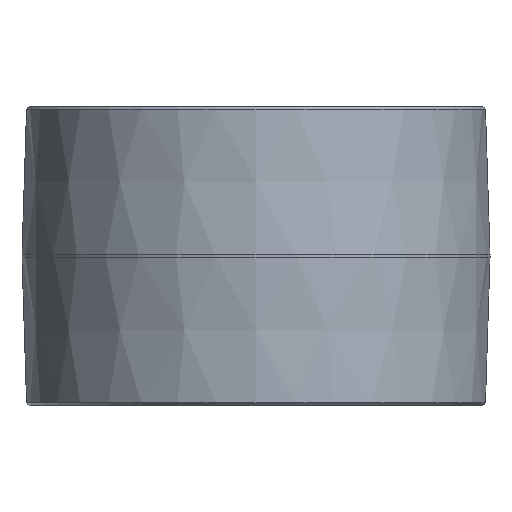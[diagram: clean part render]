
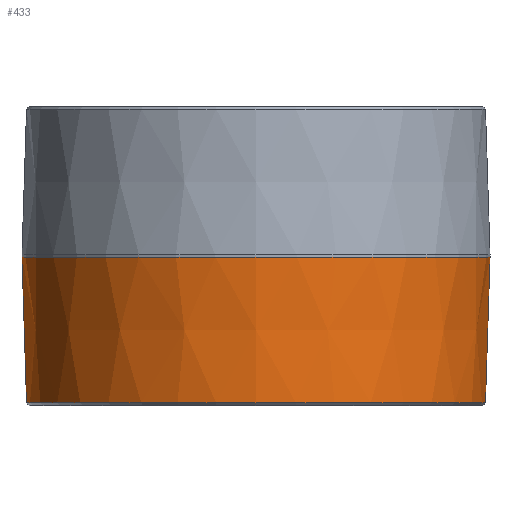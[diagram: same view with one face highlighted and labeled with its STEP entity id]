
A CAD part, front view. The second image highlights one B-rep face of the part: STEP entity #433.
In plain terms, the highlighted conical face has half-angle 1.78 degrees and reference radius 57.15 mm.
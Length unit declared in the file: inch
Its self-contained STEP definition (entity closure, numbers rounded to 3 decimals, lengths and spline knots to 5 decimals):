
#26 = EDGE_CURVE ( 'NONE', #440, #232, #456, .T. ) ;
#38 = AXIS2_PLACEMENT_3D ( 'NONE', #96, #229, #353 ) ;
#46 = CARTESIAN_POINT ( 'NONE',  ( 0., 0., 1.4275 ) ) ;
#70 = ORIENTED_EDGE ( 'NONE', *, *, #26, .F. ) ;
#81 = CARTESIAN_POINT ( 'NONE',  ( -2.25, 0., 1.4275 ) ) ;
#91 = DIRECTION ( 'NONE',  ( 0., 0., -1. ) ) ;
#96 = CARTESIAN_POINT ( 'NONE',  ( 0., 0., 1.4275 ) ) ;
#101 = LINE ( 'NONE', #273, #185 ) ;
#108 = VERTEX_POINT ( 'NONE', #286 ) ;
#169 = VECTOR ( 'NONE', #242, 39.37008 ) ;
#185 = VECTOR ( 'NONE', #269, 39.37008 ) ;
#191 = ORIENTED_EDGE ( 'NONE', *, *, #475, .T. ) ;
#193 = ORIENTED_EDGE ( 'NONE', *, *, #332, .T. ) ;
#206 = AXIS2_PLACEMENT_3D ( 'NONE', #465, #516, #383 ) ;
#210 = EDGE_CURVE ( 'NONE', #440, #528, #271, .T. ) ;
#229 = DIRECTION ( 'NONE',  ( 0., 0., 1. ) ) ;
#232 = VERTEX_POINT ( 'NONE', #380 ) ;
#242 = DIRECTION ( 'NONE',  ( -0.031, 0., 1. ) ) ;
#264 = CONICAL_SURFACE ( 'NONE', #38, 2.25, 0.031 ) ;
#269 = DIRECTION ( 'NONE',  ( 0.031, 0., 1. ) ) ;
#271 = CIRCLE ( 'NONE', #206, 2.20641 ) ;
#273 = CARTESIAN_POINT ( 'NONE',  ( 2.25, 0., 1.4275 ) ) ;
#286 = CARTESIAN_POINT ( 'NONE',  ( 2.25, 0., 1.4275 ) ) ;
#287 = AXIS2_PLACEMENT_3D ( 'NONE', #46, #91, #521 ) ;
#332 = EDGE_CURVE ( 'NONE', #528, #108, #101, .T. ) ;
#351 = CARTESIAN_POINT ( 'NONE',  ( -2.20641, 0., 0.02499 ) ) ;
#353 = DIRECTION ( 'NONE',  ( 1., 0., 0. ) ) ;
#355 = EDGE_LOOP ( 'NONE', ( #70, #359, #193, #191 ) ) ;
#359 = ORIENTED_EDGE ( 'NONE', *, *, #210, .T. ) ;
#380 = CARTESIAN_POINT ( 'NONE',  ( -2.25, 0., 1.4275 ) ) ;
#383 = DIRECTION ( 'NONE',  ( -1., 0., 0. ) ) ;
#433 = ADVANCED_FACE ( 'NONE', ( #480 ), #264, .T. ) ;
#440 = VERTEX_POINT ( 'NONE', #351 ) ;
#455 = CARTESIAN_POINT ( 'NONE',  ( 2.20641, 0., 0.02499 ) ) ;
#456 = LINE ( 'NONE', #81, #169 ) ;
#465 = CARTESIAN_POINT ( 'NONE',  ( 0., 0., 0.02499 ) ) ;
#475 = EDGE_CURVE ( 'NONE', #108, #232, #498, .T. ) ;
#480 = FACE_OUTER_BOUND ( 'NONE', #355, .T. ) ;
#498 = CIRCLE ( 'NONE', #287, 2.25 ) ;
#516 = DIRECTION ( 'NONE',  ( 0., 0., 1. ) ) ;
#521 = DIRECTION ( 'NONE',  ( -1., 0., 0. ) ) ;
#528 = VERTEX_POINT ( 'NONE', #455 ) ;
